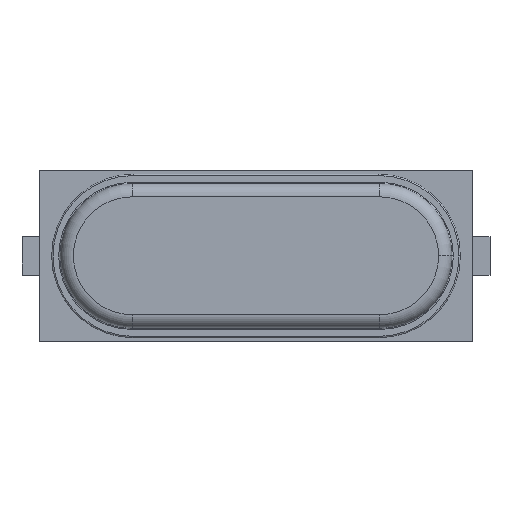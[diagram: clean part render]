
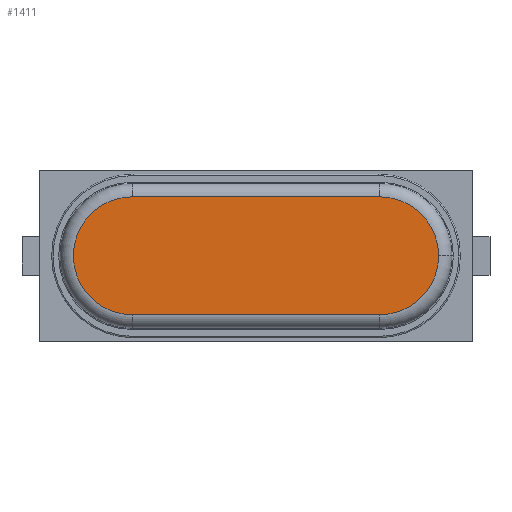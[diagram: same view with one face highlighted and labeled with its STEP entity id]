
A CAD part, top view. The second image highlights one B-rep face of the part: STEP entity #1411.
In plain terms, the highlighted planar face has unit normal (0, 0, 1).
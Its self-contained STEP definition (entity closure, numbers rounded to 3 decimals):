
#3 = CARTESIAN_POINT ( 'NONE',  ( 3.25, -1.55, 3.6 ) ) ;
#22 = EDGE_LOOP ( 'NONE', ( #866, #247, #1684, #1195, #1633 ) ) ;
#26 = PLANE ( 'NONE',  #1749 ) ;
#31 = DIRECTION ( 'NONE',  ( 1., 0., 0. ) ) ;
#62 = DIRECTION ( 'NONE',  ( 0., 0., 1. ) ) ;
#143 = CIRCLE ( 'NONE', #1043, 1.55 ) ;
#197 = DIRECTION ( 'NONE',  ( 0., 0., 1. ) ) ;
#208 = CARTESIAN_POINT ( 'NONE',  ( -3.25, -1.55, 3.6 ) ) ;
#214 = VERTEX_POINT ( 'NONE', #1622 ) ;
#247 = ORIENTED_EDGE ( 'NONE', *, *, #1009, .T. ) ;
#271 = EDGE_CURVE ( 'NONE', #1510, #633, #1309, .T. ) ;
#350 = CARTESIAN_POINT ( 'NONE',  ( 3.25, 1.55, 3.6 ) ) ;
#435 = CARTESIAN_POINT ( 'NONE',  ( -3.25, 1.55, 3.6 ) ) ;
#444 = CIRCLE ( 'NONE', #914, 1.55 ) ;
#546 = DIRECTION ( 'NONE',  ( 1., 0., 0. ) ) ;
#547 = VECTOR ( 'NONE', #570, 1000. ) ;
#554 = EDGE_CURVE ( 'NONE', #633, #1555, #1827, .T. ) ;
#570 = DIRECTION ( 'NONE',  ( 1., 0., 0. ) ) ;
#633 = VERTEX_POINT ( 'NONE', #1074 ) ;
#643 = FACE_OUTER_BOUND ( 'NONE', #22, .T. ) ;
#659 = AXIS2_PLACEMENT_3D ( 'NONE', #1632, #760, #1780 ) ;
#708 = VECTOR ( 'NONE', #1443, 1000. ) ;
#760 = DIRECTION ( 'NONE',  ( 0., 0., 1. ) ) ;
#771 = EDGE_CURVE ( 'NONE', #214, #1510, #444, .T. ) ;
#866 = ORIENTED_EDGE ( 'NONE', *, *, #554, .T. ) ;
#874 = DIRECTION ( 'NONE',  ( 0., 0., 1. ) ) ;
#904 = CARTESIAN_POINT ( 'NONE',  ( -3.25, 0., 3.6 ) ) ;
#914 = AXIS2_PLACEMENT_3D ( 'NONE', #904, #62, #1054 ) ;
#1009 = EDGE_CURVE ( 'NONE', #1555, #1249, #143, .T. ) ;
#1043 = AXIS2_PLACEMENT_3D ( 'NONE', #1044, #197, #546 ) ;
#1044 = CARTESIAN_POINT ( 'NONE',  ( 3.25, 0., 3.6 ) ) ;
#1050 = LINE ( 'NONE', #435, #708 ) ;
#1054 = DIRECTION ( 'NONE',  ( 1., 0., 0. ) ) ;
#1074 = CARTESIAN_POINT ( 'NONE',  ( 3.25, -1.55, 3.6 ) ) ;
#1195 = ORIENTED_EDGE ( 'NONE', *, *, #771, .T. ) ;
#1249 = VERTEX_POINT ( 'NONE', #350 ) ;
#1309 = LINE ( 'NONE', #3, #547 ) ;
#1350 = CARTESIAN_POINT ( 'NONE',  ( 4.8, 0., 3.6 ) ) ;
#1367 = EDGE_CURVE ( 'NONE', #1249, #214, #1050, .T. ) ;
#1411 = ADVANCED_FACE ( 'NONE', ( #643 ), #26, .T. ) ;
#1443 = DIRECTION ( 'NONE',  ( -1., 0., 0. ) ) ;
#1510 = VERTEX_POINT ( 'NONE', #208 ) ;
#1555 = VERTEX_POINT ( 'NONE', #1350 ) ;
#1622 = CARTESIAN_POINT ( 'NONE',  ( -3.25, 1.55, 3.6 ) ) ;
#1632 = CARTESIAN_POINT ( 'NONE',  ( 3.25, 0., 3.6 ) ) ;
#1633 = ORIENTED_EDGE ( 'NONE', *, *, #271, .T. ) ;
#1684 = ORIENTED_EDGE ( 'NONE', *, *, #1367, .T. ) ;
#1746 = CARTESIAN_POINT ( 'NONE',  ( -3.25, 0., 3.6 ) ) ;
#1749 = AXIS2_PLACEMENT_3D ( 'NONE', #1746, #874, #31 ) ;
#1780 = DIRECTION ( 'NONE',  ( 1., 0., 0. ) ) ;
#1827 = CIRCLE ( 'NONE', #659, 1.55 ) ;
